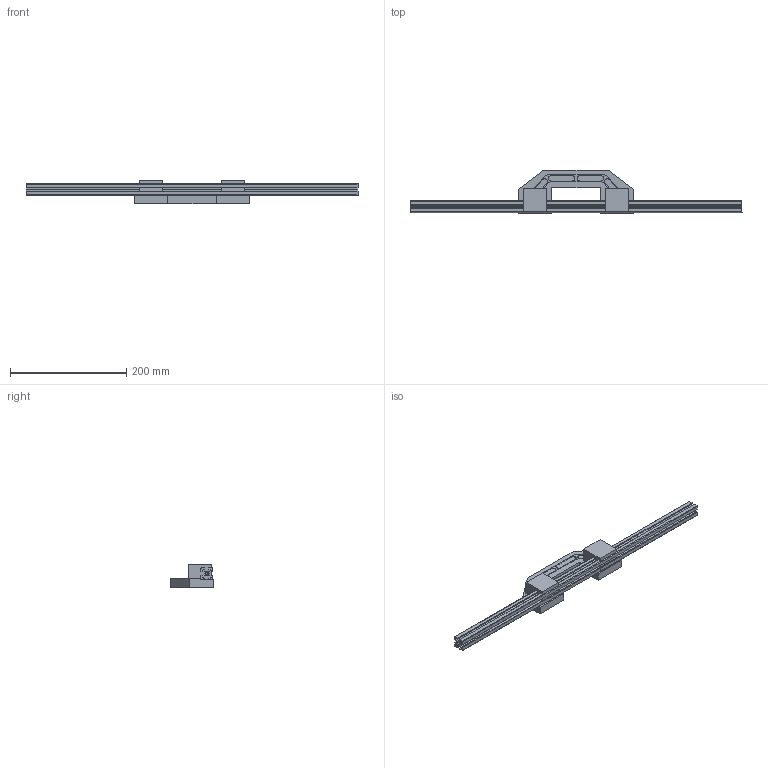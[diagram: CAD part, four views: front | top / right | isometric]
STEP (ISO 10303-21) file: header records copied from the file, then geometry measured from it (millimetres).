
FILE_DESCRIPTION(/* description */ (''),/* implementation_level */ '2;1');
FILE_NAME(/* name */ 'Side_handles.step',/* time_stamp */ '2024-03-30T20:43:26+01:00',/* author */ (''),/* organization */ (''),/* preprocessor_version */ 'ST-DEVELOPER v20',/* originating_system */ 'Autodesk Translation Framework v12.20.1.177',/* authorisation */ '');
FILE_SCHEMA (('AUTOMOTIVE_DESIGN { 1 0 10303 214 3 1 1 }'));
Length unit declared in the file: millimetre
Products named in the file (6): (Unsaved); HFSB5-2020-370-TPW; Side handles; Fastners; 91292A123_18-8 Stainless Steel Socket Head Screw; 92095A212_NO THREADS
Assembly tree (9 placements, depth 3):
  (Unsaved)
    HFSB5-2020-370-TPW
    Side handles
    Fastners
      91292A123_18-8 Stainless Steel Socket Head Screw  x4
      92095A212_NO THREADS  x2
Bounding box: 571.18 x 74.99 x 40 mm (x, y, z)
Volume: 483243.9 mm3; surface area: 192841 mm2
Topology: 12 solids, 12 shells, 1205 faces, 3253 edges, 2092 vertices
Faces by surface type: plane 680, cylinder 405, cone 106, bspline 12, sphere 2
Full cylindrical faces by diameter (mm): 2.35 x156, 2.8 x8, 3 x156, 3.2 x8, 4.2 x1, 4.234 x2, 5 x2, 5.12 x2, 5.4 x4, 5.5 x4, 6 x8, 9.5 x2
Entity records: 34737 total; most frequent: CARTESIAN_POINT 12934, ORIENTED_EDGE 4698, DIRECTION 4158, EDGE_CURVE 2349, LINE 1858, VECTOR 1858, VERTEX_POINT 1503, AXIS2_PLACEMENT_3D 1150
